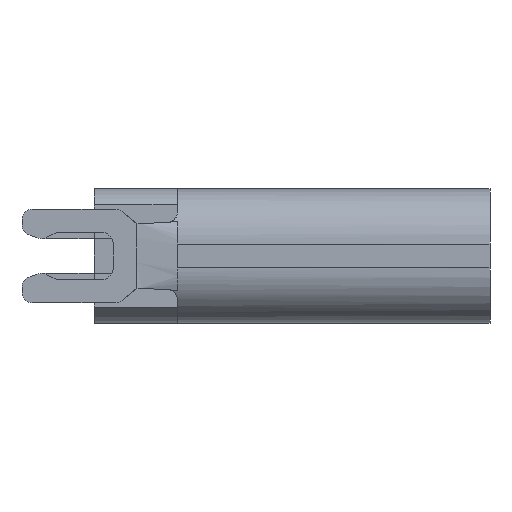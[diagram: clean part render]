
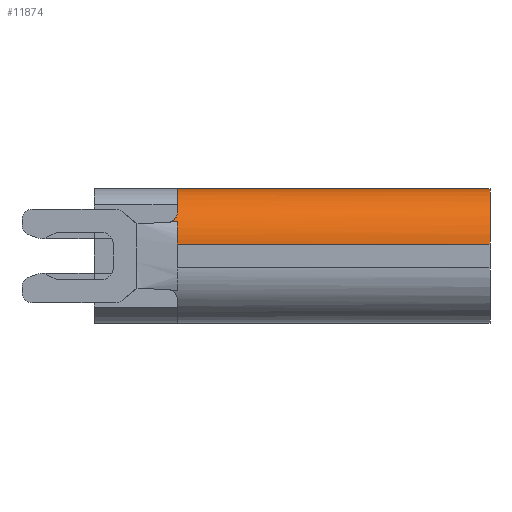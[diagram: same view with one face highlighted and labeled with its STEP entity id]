
A CAD part, left-side view. The second image highlights one B-rep face of the part: STEP entity #11874.
In plain terms, the highlighted cylindrical face has radius 1.3 mm (diameter 2.6 mm), a partial arc.
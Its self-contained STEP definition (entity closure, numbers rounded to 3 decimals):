
#53=B_SPLINE_CURVE_WITH_KNOTS('',3,(#16780,#16781,#16782,#16783,#16784,
#16785,#16786,#16787,#16788,#16789,#16790,#16791,#16792,#16793,#16794,#16795,
#16796,#16797,#16798,#16799),.UNSPECIFIED.,.F.,.F.,(4,2,2,2,2,2,2,2,2,4),
(-0.001,0.,0.01,0.014,
0.035,0.047,0.063,0.07,
0.073,0.079),.UNSPECIFIED.);
#54=B_SPLINE_CURVE_WITH_KNOTS('',3,(#16804,#16805,#16806,#16807,#16808,
#16809,#16810,#16811,#16812,#16813),.UNSPECIFIED.,.F.,.F.,(4,2,2,2,4),(0.,
0.009,0.019,0.028,0.038),
 .UNSPECIFIED.);
#55=B_SPLINE_CURVE_WITH_KNOTS('',3,(#16814,#16815,#16816,#16817,#16818,
#16819),.UNSPECIFIED.,.F.,.F.,(4,2,4),(0.,0.011,0.023),
 .UNSPECIFIED.);
#129=CYLINDRICAL_SURFACE('',#12596,1.3);
#298=FACE_OUTER_BOUND('',#963,.T.);
#963=EDGE_LOOP('',(#7484,#7485,#7486,#7487,#7488,#7489,#7490));
#1687=CIRCLE('',#12580,1.3);
#1700=CIRCLE('',#12597,1.3);
#1962=LINE('',#16733,#3318);
#1975=LINE('',#16801,#3331);
#3318=VECTOR('',#13566,1.);
#3331=VECTOR('',#13601,1.);
#4685=VERTEX_POINT('',#16694);
#4691=VERTEX_POINT('',#16705);
#4702=VERTEX_POINT('',#16732);
#4724=VERTEX_POINT('',#16778);
#4725=VERTEX_POINT('',#16779);
#4726=VERTEX_POINT('',#16800);
#4727=VERTEX_POINT('',#16803);
#5755=EDGE_CURVE('',#4691,#4685,#1687,.T.);
#5767=EDGE_CURVE('',#4702,#4685,#1962,.T.);
#5790=EDGE_CURVE('',#4724,#4725,#53,.T.);
#5791=EDGE_CURVE('',#4726,#4724,#1975,.T.);
#5792=EDGE_CURVE('',#4702,#4726,#1700,.T.);
#5793=EDGE_CURVE('',#4691,#4727,#54,.T.);
#5794=EDGE_CURVE('',#4725,#4727,#55,.T.);
#7484=ORIENTED_EDGE('',*,*,#5790,.F.);
#7485=ORIENTED_EDGE('',*,*,#5791,.F.);
#7486=ORIENTED_EDGE('',*,*,#5792,.F.);
#7487=ORIENTED_EDGE('',*,*,#5767,.T.);
#7488=ORIENTED_EDGE('',*,*,#5755,.F.);
#7489=ORIENTED_EDGE('',*,*,#5793,.T.);
#7490=ORIENTED_EDGE('',*,*,#5794,.F.);
#11874=ADVANCED_FACE('',(#298),#129,.T.);
#12580=AXIS2_PLACEMENT_3D('',#16707,#13545,#13546);
#12596=AXIS2_PLACEMENT_3D('',#16777,#13599,#13600);
#12597=AXIS2_PLACEMENT_3D('',#16802,#13602,#13603);
#13545=DIRECTION('center_axis',(0.,1.,0.));
#13546=DIRECTION('ref_axis',(-1.,0.,0.));
#13566=DIRECTION('',(0.,1.,0.));
#13599=DIRECTION('center_axis',(0.,1.,0.));
#13600=DIRECTION('ref_axis',(-1.,0.,0.));
#13601=DIRECTION('',(0.,1.,0.));
#13602=DIRECTION('center_axis',(0.,-1.,0.));
#13603=DIRECTION('ref_axis',(-1.,0.,0.));
#16694=CARTESIAN_POINT('',(-3.17,-2.9,1.18));
#16705=CARTESIAN_POINT('',(-4.244,-2.9,0.613));
#16707=CARTESIAN_POINT('Origin',(-3.17,-2.9,-0.12));
#16732=CARTESIAN_POINT('',(-3.17,-10.25,1.18));
#16733=CARTESIAN_POINT('',(-3.17,-10.25,1.18));
#16777=CARTESIAN_POINT('Origin',(-3.17,-10.25,-0.12));
#16778=CARTESIAN_POINT('',(-4.47,-2.9,-0.12));
#16779=CARTESIAN_POINT('',(-4.356,-2.9,0.411));
#16780=CARTESIAN_POINT('Ctrl Pts',(-4.47,-2.9,-0.12));
#16781=CARTESIAN_POINT('Ctrl Pts',(-4.47,-2.9,
-0.117));
#16782=CARTESIAN_POINT('Ctrl Pts',(-4.47,-2.9,
-0.114));
#16783=CARTESIAN_POINT('Ctrl Pts',(-4.47,-2.902,
-0.079));
#16784=CARTESIAN_POINT('Ctrl Pts',(-4.468,-2.902,
-0.046));
#16785=CARTESIAN_POINT('Ctrl Pts',(-4.465,-2.901,0.));
#16786=CARTESIAN_POINT('Ctrl Pts',(-4.463,-2.9,
0.011));
#16787=CARTESIAN_POINT('Ctrl Pts',(-4.456,-2.898,0.08));
#16788=CARTESIAN_POINT('Ctrl Pts',(-4.449,-2.9,
0.118));
#16789=CARTESIAN_POINT('Ctrl Pts',(-4.437,-2.9,
0.172));
#16790=CARTESIAN_POINT('Ctrl Pts',(-4.431,-2.9,
0.196));
#16791=CARTESIAN_POINT('Ctrl Pts',(-4.414,-2.899,
0.258));
#16792=CARTESIAN_POINT('Ctrl Pts',(-4.404,-2.9,
0.29));
#16793=CARTESIAN_POINT('Ctrl Pts',(-4.386,-2.9,
0.339));
#16794=CARTESIAN_POINT('Ctrl Pts',(-4.381,-2.9,
0.354));
#16795=CARTESIAN_POINT('Ctrl Pts',(-4.372,-2.9,
0.376));
#16796=CARTESIAN_POINT('Ctrl Pts',(-4.369,-2.9,
0.384));
#16797=CARTESIAN_POINT('Ctrl Pts',(-4.361,-2.9,
0.402));
#16798=CARTESIAN_POINT('Ctrl Pts',(-4.357,-2.9,
0.411));
#16799=CARTESIAN_POINT('Ctrl Pts',(-4.356,-2.9,0.411));
#16800=CARTESIAN_POINT('',(-4.47,-10.25,-0.12));
#16801=CARTESIAN_POINT('',(-4.47,-10.25,-0.12));
#16802=CARTESIAN_POINT('Origin',(-3.17,-10.25,-0.12));
#16803=CARTESIAN_POINT('',(-4.366,-2.672,0.391));
#16804=CARTESIAN_POINT('Ctrl Pts',(-4.244,-2.9,
0.613));
#16805=CARTESIAN_POINT('Ctrl Pts',(-4.261,-2.9,0.587));
#16806=CARTESIAN_POINT('Ctrl Pts',(-4.277,-2.895,
0.562));
#16807=CARTESIAN_POINT('Ctrl Pts',(-4.307,-2.873,
0.511));
#16808=CARTESIAN_POINT('Ctrl Pts',(-4.32,-2.857,
0.486));
#16809=CARTESIAN_POINT('Ctrl Pts',(-4.342,-2.814,
0.444));
#16810=CARTESIAN_POINT('Ctrl Pts',(-4.35,-2.789,0.426));
#16811=CARTESIAN_POINT('Ctrl Pts',(-4.361,-2.733,
0.401));
#16812=CARTESIAN_POINT('Ctrl Pts',(-4.364,-2.703,
0.393));
#16813=CARTESIAN_POINT('Ctrl Pts',(-4.366,-2.672,
0.391));
#16814=CARTESIAN_POINT('Ctrl Pts',(-4.356,-2.9,0.411));
#16815=CARTESIAN_POINT('Ctrl Pts',(-4.358,-2.862,
0.408));
#16816=CARTESIAN_POINT('Ctrl Pts',(-4.36,-2.824,
0.404));
#16817=CARTESIAN_POINT('Ctrl Pts',(-4.363,-2.748,
0.397));
#16818=CARTESIAN_POINT('Ctrl Pts',(-4.364,-2.71,
0.394));
#16819=CARTESIAN_POINT('Ctrl Pts',(-4.366,-2.672,0.391));
